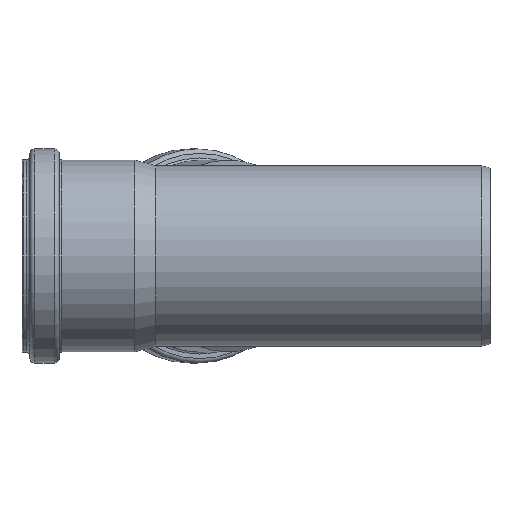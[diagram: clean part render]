
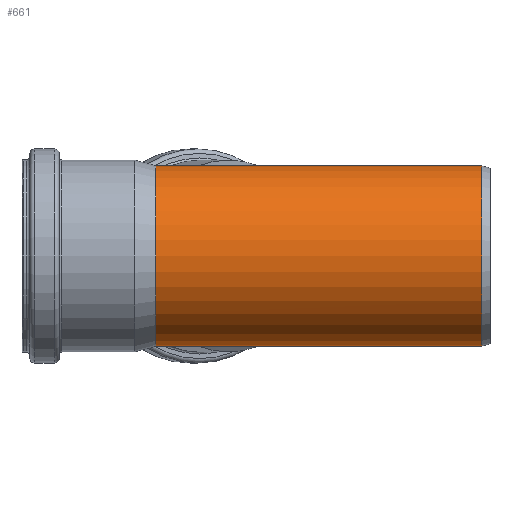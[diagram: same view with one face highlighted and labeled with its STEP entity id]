
A CAD part, left-side view. The second image highlights one B-rep face of the part: STEP entity #661.
In plain terms, the highlighted cylindrical face has radius 37.6 mm (diameter 75.2 mm), a full revolution.
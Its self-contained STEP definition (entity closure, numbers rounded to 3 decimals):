
#53=FACE_BOUND('',#248,.T.);
#110=CIRCLE('',#727,37.6);
#111=CIRCLE('',#728,37.6);
#165=CYLINDRICAL_SURFACE('',#726,37.6);
#187=FACE_OUTER_BOUND('',#247,.T.);
#247=EDGE_LOOP('',(#532));
#248=EDGE_LOOP('',(#533,#534,#535,#536,#537,#538));
#362=B_SPLINE_CURVE_WITH_KNOTS('',3,(#1265,#1266,#1267,#1268,#1269,#1270,
#1271,#1272),.UNSPECIFIED.,.F.,.F.,(4,2,2,4),(0.,0.013,0.021,
0.025),.UNSPECIFIED.);
#364=B_SPLINE_CURVE_WITH_KNOTS('',3,(#1284,#1285,#1286,#1287,#1288,#1289,
#1290,#1291,#1292,#1293),.UNSPECIFIED.,.F.,.F.,(4,2,2,2,4),(0.83,
0.833,0.846,0.86,0.877),
 .UNSPECIFIED.);
#366=ELLIPSE('',#718,68.928,37.6);
#369=ELLIPSE('',#721,68.928,37.6);
#371=ELLIPSE('',#723,45.596,37.6);
#374=VERTEX_POINT('',#1120);
#375=VERTEX_POINT('',#1121);
#380=VERTEX_POINT('',#1238);
#381=VERTEX_POINT('',#1264);
#382=VERTEX_POINT('',#1273);
#383=VERTEX_POINT('',#1344);
#384=VERTEX_POINT('',#1402);
#439=EDGE_CURVE('',#374,#375,#366,.T.);
#445=EDGE_CURVE('',#381,#380,#362,.T.);
#447=EDGE_CURVE('',#374,#382,#364,.T.);
#450=EDGE_CURVE('',#383,#380,#369,.T.);
#452=EDGE_CURVE('',#375,#383,#371,.T.);
#454=EDGE_CURVE('',#384,#384,#110,.T.);
#455=EDGE_CURVE('',#381,#382,#111,.T.);
#532=ORIENTED_EDGE('',*,*,#454,.T.);
#533=ORIENTED_EDGE('',*,*,#447,.T.);
#534=ORIENTED_EDGE('',*,*,#455,.F.);
#535=ORIENTED_EDGE('',*,*,#445,.T.);
#536=ORIENTED_EDGE('',*,*,#450,.F.);
#537=ORIENTED_EDGE('',*,*,#452,.F.);
#538=ORIENTED_EDGE('',*,*,#439,.F.);
#661=ADVANCED_FACE('',(#187,#53),#165,.T.);
#718=AXIS2_PLACEMENT_3D('',#1122,#839,#840);
#721=AXIS2_PLACEMENT_3D('',#1346,#845,#846);
#723=AXIS2_PLACEMENT_3D('',#1398,#849,#850);
#726=AXIS2_PLACEMENT_3D('',#1401,#855,#856);
#727=AXIS2_PLACEMENT_3D('',#1403,#857,#858);
#728=AXIS2_PLACEMENT_3D('',#1404,#859,#860);
#839=DIRECTION('center_axis',(0.838,-0.545,0.));
#840=DIRECTION('ref_axis',(0.545,0.838,0.));
#845=DIRECTION('center_axis',(0.838,-0.545,0.));
#846=DIRECTION('ref_axis',(0.545,0.838,0.));
#849=DIRECTION('center_axis',(0.566,0.825,0.));
#850=DIRECTION('ref_axis',(0.825,-0.566,0.));
#855=DIRECTION('center_axis',(0.,1.,0.));
#856=DIRECTION('ref_axis',(-1.,0.,0.));
#857=DIRECTION('center_axis',(0.,1.,0.));
#858=DIRECTION('ref_axis',(1.,0.,0.));
#859=DIRECTION('center_axis',(0.,1.,0.));
#860=DIRECTION('ref_axis',(1.,0.,0.));
#1120=CARTESIAN_POINT('',(35.39,139.174,12.7));
#1121=CARTESIAN_POINT('',(0.,84.8,37.6));
#1122=CARTESIAN_POINT('Origin',(0.,84.8,0.));
#1238=CARTESIAN_POINT('',(35.39,139.174,-12.7));
#1264=CARTESIAN_POINT('',(35.313,139.266,-12.913));
#1265=CARTESIAN_POINT('Ctrl Pts',(35.313,139.266,-12.913));
#1266=CARTESIAN_POINT('Ctrl Pts',(35.328,139.266,-12.872));
#1267=CARTESIAN_POINT('Ctrl Pts',(35.343,139.262,-12.83));
#1268=CARTESIAN_POINT('Ctrl Pts',(35.366,139.238,-12.768));
#1269=CARTESIAN_POINT('Ctrl Pts',(35.374,139.226,-12.746));
#1270=CARTESIAN_POINT('Ctrl Pts',(35.384,139.198,-12.717));
#1271=CARTESIAN_POINT('Ctrl Pts',(35.388,139.186,-12.708));
#1272=CARTESIAN_POINT('Ctrl Pts',(35.39,139.174,-12.7));
#1273=CARTESIAN_POINT('',(35.313,139.266,12.913));
#1284=CARTESIAN_POINT('Ctrl Pts',(35.39,139.174,12.7));
#1285=CARTESIAN_POINT('Ctrl Pts',(35.389,139.179,12.703));
#1286=CARTESIAN_POINT('Ctrl Pts',(35.388,139.183,12.706));
#1287=CARTESIAN_POINT('Ctrl Pts',(35.382,139.205,12.722));
#1288=CARTESIAN_POINT('Ctrl Pts',(35.377,139.219,12.738));
#1289=CARTESIAN_POINT('Ctrl Pts',(35.362,139.243,12.778));
#1290=CARTESIAN_POINT('Ctrl Pts',(35.354,139.252,12.801));
#1291=CARTESIAN_POINT('Ctrl Pts',(35.335,139.264,12.854));
#1292=CARTESIAN_POINT('Ctrl Pts',(35.324,139.266,12.884));
#1293=CARTESIAN_POINT('Ctrl Pts',(35.313,139.266,12.913));
#1344=CARTESIAN_POINT('',(0.,84.8,-37.6));
#1346=CARTESIAN_POINT('Origin',(0.,84.8,0.));
#1398=CARTESIAN_POINT('Origin',(0.,84.8,0.));
#1401=CARTESIAN_POINT('Origin',(0.,139.211,
0.));
#1402=CARTESIAN_POINT('',(-37.6,3.5,0.));
#1403=CARTESIAN_POINT('Origin',(0.,3.5,0.));
#1404=CARTESIAN_POINT('Origin',(0.,139.266,
0.));
